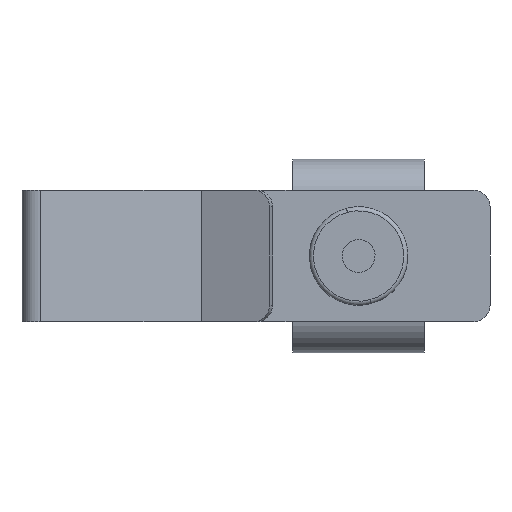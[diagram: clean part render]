
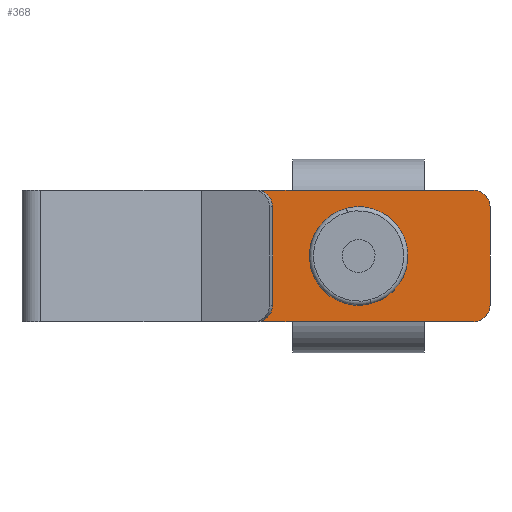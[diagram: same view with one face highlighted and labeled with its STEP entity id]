
A CAD part, front view. The second image highlights one B-rep face of the part: STEP entity #368.
In plain terms, the highlighted planar face has unit normal (0, -1, 0).
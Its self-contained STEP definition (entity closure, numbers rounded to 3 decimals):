
#368=ADVANCED_FACE('NONE',(#855,#856),#857,.F.);
#855=FACE_OUTER_BOUND('',#1460,.T.);
#856=FACE_BOUND('',#1461,.T.);
#857=PLANE('',#1462);
#1460=EDGE_LOOP('',(#3499,#3500,#3501,#3502,#3503,#3504));
#1461=EDGE_LOOP('',(#3505,#3506));
#1462=AXIS2_PLACEMENT_3D('',#3507,#3508,#3509);
#3499=ORIENTED_EDGE('',*,*,#4752,.T.);
#3500=ORIENTED_EDGE('',*,*,#4776,.T.);
#3501=ORIENTED_EDGE('',*,*,#4754,.F.);
#3502=ORIENTED_EDGE('',*,*,#4777,.T.);
#3503=ORIENTED_EDGE('',*,*,#4759,.F.);
#3504=ORIENTED_EDGE('',*,*,#4773,.F.);
#3505=ORIENTED_EDGE('',*,*,#4628,.F.);
#3506=ORIENTED_EDGE('',*,*,#4778,.F.);
#3507=CARTESIAN_POINT('',(14.0,4.95,0.));
#3508=DIRECTION('',(0.,1.0,0.));
#3509=DIRECTION('',(0.,0.,1.0));
#4628=EDGE_CURVE('NONE',#5418,#5419,#5420,.T.);
#4752=EDGE_CURVE('NONE',#5637,#5643,#5645,.T.);
#4754=EDGE_CURVE('NONE',#5647,#5648,#5649,.T.);
#4759=EDGE_CURVE('NONE',#5656,#5657,#5658,.T.);
#4773=EDGE_CURVE('NONE',#5637,#5656,#5677,.T.);
#4776=EDGE_CURVE('NONE',#5643,#5648,#5680,.T.);
#4777=EDGE_CURVE('NONE',#5647,#5657,#5681,.T.);
#4778=EDGE_CURVE('NONE',#5419,#5418,#5682,.T.);
#5418=VERTEX_POINT('NONE',#6502);
#5419=VERTEX_POINT('NONE',#6503);
#5420=CIRCLE('',#6504,1.6);
#5637=VERTEX_POINT('NONE',#7132);
#5643=VERTEX_POINT('NONE',#7140);
#5645=LINE('',#7143,#7144);
#5647=VERTEX_POINT('NONE',#7146);
#5648=VERTEX_POINT('NONE',#7147);
#5649=LINE('',#7148,#7149);
#5656=VERTEX_POINT('NONE',#7159);
#5657=VERTEX_POINT('NONE',#7160);
#5658=LINE('',#7161,#7162);
#5677=LINE('',#7188,#7189);
#5680=CIRCLE('',#7193,1.0);
#5681=CIRCLE('',#7194,1.0);
#5682=CIRCLE('',#7195,1.6);
#6502=CARTESIAN_POINT('',(21.6,4.95,0.));
#6503=CARTESIAN_POINT('',(18.4,4.95,0.));
#6504=AXIS2_PLACEMENT_3D('',#8622,#8623,#8624);
#7132=CARTESIAN_POINT('',(14.233,4.95,-4.0));
#7140=CARTESIAN_POINT('',(27.0,4.95,-4.));
#7143=CARTESIAN_POINT('',(14.0,4.95,-4.0));
#7144=VECTOR('',#8743,1000.0);
#7146=CARTESIAN_POINT('',(28.0,4.95,3.));
#7147=CARTESIAN_POINT('',(28.0,4.95,-3.));
#7148=CARTESIAN_POINT('',(28.0,4.95,0.));
#7149=VECTOR('',#8744,1000.0);
#7159=CARTESIAN_POINT('',(14.233,4.95,4.0));
#7160=CARTESIAN_POINT('',(27.0,4.95,4.0));
#7161=CARTESIAN_POINT('',(14.0,4.95,4.0));
#7162=VECTOR('',#8748,1000.0);
#7188=CARTESIAN_POINT('',(14.233,4.95,0.));
#7189=VECTOR('',#8765,1000.0);
#7193=AXIS2_PLACEMENT_3D('',#8767,#8768,#8769);
#7194=AXIS2_PLACEMENT_3D('',#8770,#8771,#8772);
#7195=AXIS2_PLACEMENT_3D('',#8773,#8774,#8775);
#8622=CARTESIAN_POINT('',(20.0,4.95,0.));
#8623=DIRECTION('',(0.,-1.0,0.));
#8624=DIRECTION('',(1.0,0.,0.));
#8743=DIRECTION('',(1.0,0.,0.));
#8744=DIRECTION('',(0.,0.,-1.0));
#8748=DIRECTION('',(1.0,0.,0.));
#8765=DIRECTION('',(0.,0.,1.0));
#8767=CARTESIAN_POINT('',(27.0,4.95,-3.0));
#8768=DIRECTION('',(0.,-1.0,0.));
#8769=DIRECTION('',(1.0,0.,0.));
#8770=CARTESIAN_POINT('',(27.0,4.95,3.0));
#8771=DIRECTION('',(0.,-1.0,0.));
#8772=DIRECTION('',(1.0,0.,0.));
#8773=CARTESIAN_POINT('',(20.0,4.95,0.));
#8774=DIRECTION('',(0.,-1.0,0.));
#8775=DIRECTION('',(1.0,0.,0.));
